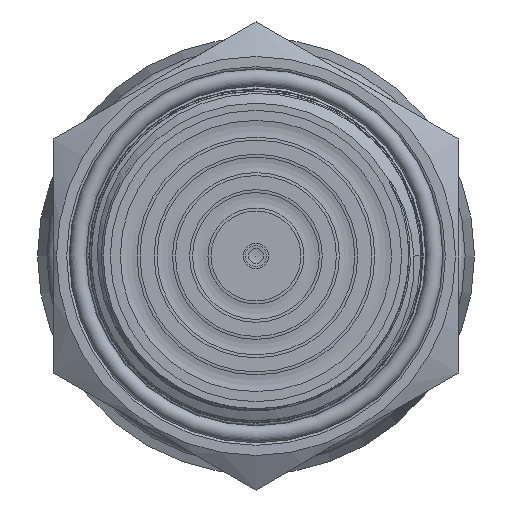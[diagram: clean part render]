
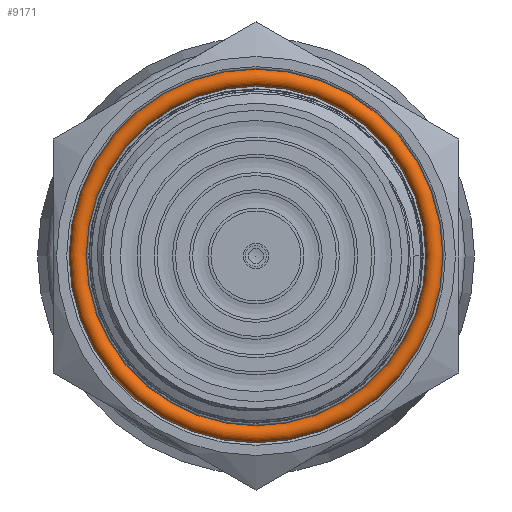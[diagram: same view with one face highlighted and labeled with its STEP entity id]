
A CAD part, left-side view. The second image highlights one B-rep face of the part: STEP entity #9171.
In plain terms, the highlighted toroidal (fillet/blend) face has major radius 14.075 mm and minor radius 0.675 mm.
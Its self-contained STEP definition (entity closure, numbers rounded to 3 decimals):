
#500=TOROIDAL_SURFACE('',#9738,14.075,0.675);
#1092=FACE_OUTER_BOUND('',#1666,.T.);
#1666=EDGE_LOOP('',(#8543,#8544,#8545,#8546));
#1921=CIRCLE('',#9739,0.675);
#1922=CIRCLE('',#9740,13.4);
#4370=VERTEX_POINT('',#35748);
#5761=EDGE_CURVE('',#4370,#4370,#1921,.T.);
#5762=EDGE_CURVE('',#4370,#4370,#1922,.T.);
#8543=ORIENTED_EDGE('',*,*,#5761,.F.);
#8544=ORIENTED_EDGE('',*,*,#5762,.T.);
#8545=ORIENTED_EDGE('',*,*,#5761,.T.);
#8546=ORIENTED_EDGE('',*,*,#5762,.F.);
#9171=ADVANCED_FACE('',(#1092),#500,.T.);
#9738=AXIS2_PLACEMENT_3D('',#35747,#11170,#11171);
#9739=AXIS2_PLACEMENT_3D('',#35749,#11172,#11173);
#9740=AXIS2_PLACEMENT_3D('',#35750,#11174,#11175);
#11170=DIRECTION('center_axis',(1.,0.,0.));
#11171=DIRECTION('ref_axis',(0.,0.,-1.));
#11172=DIRECTION('center_axis',(0.,-1.,0.));
#11173=DIRECTION('ref_axis',(0.,0.,1.));
#11174=DIRECTION('center_axis',(-1.,0.,0.));
#11175=DIRECTION('ref_axis',(0.,0.,-1.));
#35747=CARTESIAN_POINT('Origin',(17.2,0.,0.));
#35748=CARTESIAN_POINT('',(17.2,0.,13.4));
#35749=CARTESIAN_POINT('Origin',(17.2,0.,14.075));
#35750=CARTESIAN_POINT('Origin',(17.2,0.,0.));
